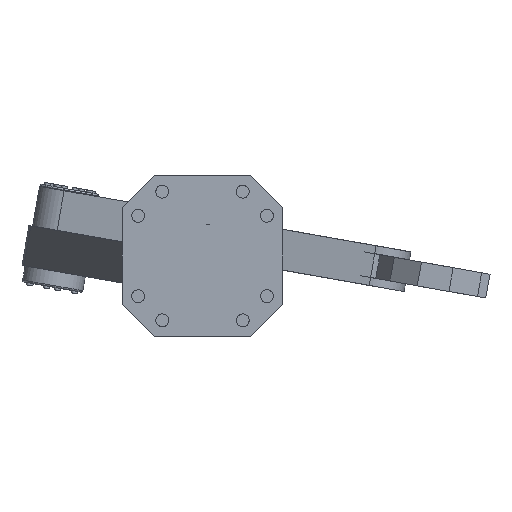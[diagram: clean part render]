
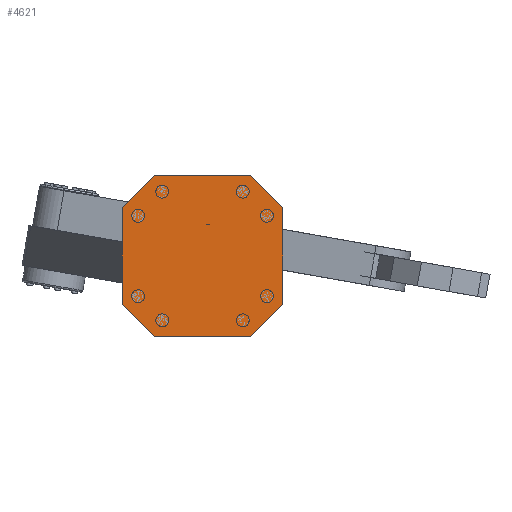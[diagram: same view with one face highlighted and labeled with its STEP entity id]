
A CAD part, front view. The second image highlights one B-rep face of the part: STEP entity #4621.
In plain terms, the highlighted planar face has unit normal (0, -1, 0).
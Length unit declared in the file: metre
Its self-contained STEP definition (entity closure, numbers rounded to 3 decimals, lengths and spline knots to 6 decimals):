
#260 = CARTESIAN_POINT('NONE', (0.003, 0, 0.005));
#261 = VERTEX_POINT('NONE', #260);
#266 = CARTESIAN_POINT('NONE', (0.005, 0, 0.003));
#267 = VERTEX_POINT('NONE', #266);
#268 = CARTESIAN_POINT('NONE', (0.005, 0, -0.003));
#269 = VERTEX_POINT('NONE', #268);
#274 = CARTESIAN_POINT('NONE', (0.003, 0, -0.005));
#275 = VERTEX_POINT('NONE', #274);
#276 = CARTESIAN_POINT('NONE', (-0.003, 0, -0.005));
#277 = VERTEX_POINT('NONE', #276);
#282 = CARTESIAN_POINT('NONE', (-0.005, 0, -0.003));
#283 = VERTEX_POINT('NONE', #282);
#284 = CARTESIAN_POINT('NONE', (-0.003, 0, 0.005));
#285 = VERTEX_POINT('NONE', #284);
#290 = CARTESIAN_POINT('NONE', (-0.005, 0, 0.003));
#291 = VERTEX_POINT('NONE', #290);
#1610 = DIRECTION('NONE', (-0.707, 0, 0.707));
#1611 = VECTOR('NONE', #1610, 1);
#1612 = CARTESIAN_POINT('NONE', (0.005, 0, 0.003));
#1613 = LINE('NONE', #1612, #1611);
#1626 = DIRECTION('NONE', (0.707, 0, 0.707));
#1627 = VECTOR('NONE', #1626, 1);
#1628 = CARTESIAN_POINT('NONE', (0.003, 0, -0.005));
#1629 = LINE('NONE', #1628, #1627);
#1630 = DIRECTION('NONE', (0., 0, -1));
#1631 = VECTOR('NONE', #1630, 1);
#1632 = CARTESIAN_POINT('NONE', (0.005, 0, 0.003));
#1633 = LINE('NONE', #1632, #1631);
#1650 = DIRECTION('NONE', (0.707, 0, -0.707));
#1651 = VECTOR('NONE', #1650, 1);
#1652 = CARTESIAN_POINT('NONE', (-0.005, 0, -0.003));
#1653 = LINE('NONE', #1652, #1651);
#1654 = DIRECTION('NONE', (-1, 0, 0));
#1655 = VECTOR('NONE', #1654, 1);
#1656 = CARTESIAN_POINT('NONE', (0.003, 0, -0.005));
#1657 = LINE('NONE', #1656, #1655);
#1674 = DIRECTION('NONE', (0.707, 0, 0.707));
#1675 = VECTOR('NONE', #1674, 1);
#1676 = CARTESIAN_POINT('NONE', (-0.005, 0, 0.003));
#1677 = LINE('NONE', #1676, #1675);
#1678 = DIRECTION('NONE', (1, 0, 0));
#1679 = VECTOR('NONE', #1678, 1);
#1680 = CARTESIAN_POINT('NONE', (-0.003, 0, 0.005));
#1681 = LINE('NONE', #1680, #1679);
#1686 = DIRECTION('NONE', (0, 0, 1));
#1687 = VECTOR('NONE', #1686, 1);
#1688 = CARTESIAN_POINT('NONE', (-0.005, 0, -0.003));
#1689 = LINE('NONE', #1688, #1687);
#2146 = EDGE_CURVE('NONE', #267, #261, #1613, .T.);
#2150 = EDGE_CURVE('NONE', #275, #269, #1629, .T.);
#2151 = EDGE_CURVE('NONE', #267, #269, #1633, .T.);
#2156 = EDGE_CURVE('NONE', #283, #277, #1653, .T.);
#2157 = EDGE_CURVE('NONE', #275, #277, #1657, .T.);
#2162 = EDGE_CURVE('NONE', #291, #285, #1677, .T.);
#2163 = EDGE_CURVE('NONE', #285, #261, #1681, .T.);
#2165 = EDGE_CURVE('NONE', #283, #291, #1689, .T.);
#2756 = ORIENTED_EDGE('NONE', *, *, #2162, .T.);
#2757 = ORIENTED_EDGE('NONE', *, *, #2163, .T.);
#2758 = ORIENTED_EDGE('NONE', *, *, #2146, .F.);
#2759 = ORIENTED_EDGE('NONE', *, *, #2151, .T.);
#2760 = ORIENTED_EDGE('NONE', *, *, #2150, .F.);
#2761 = ORIENTED_EDGE('NONE', *, *, #2157, .T.);
#2762 = ORIENTED_EDGE('NONE', *, *, #2156, .F.);
#2763 = ORIENTED_EDGE('NONE', *, *, #2165, .T.);
#2764 = EDGE_LOOP('NONE', (#2756, #2757, #2758, #2759, #2760, #2761, #2762, #2763));
#4071 = CARTESIAN_POINT('NONE', (0, 0, -0));
#4072 = DIRECTION('NONE', (0, 1, 0));
#4073 = AXIS2_PLACEMENT_3D('NONE', #4071, #4072, $);
#4074 = PLANE('NONE', #4073);
#4620 = FACE_OUTER_BOUND('NONE', #2764, .F.);
#4621 = ADVANCED_FACE('NONE', (#4620), #4074, .F.);
